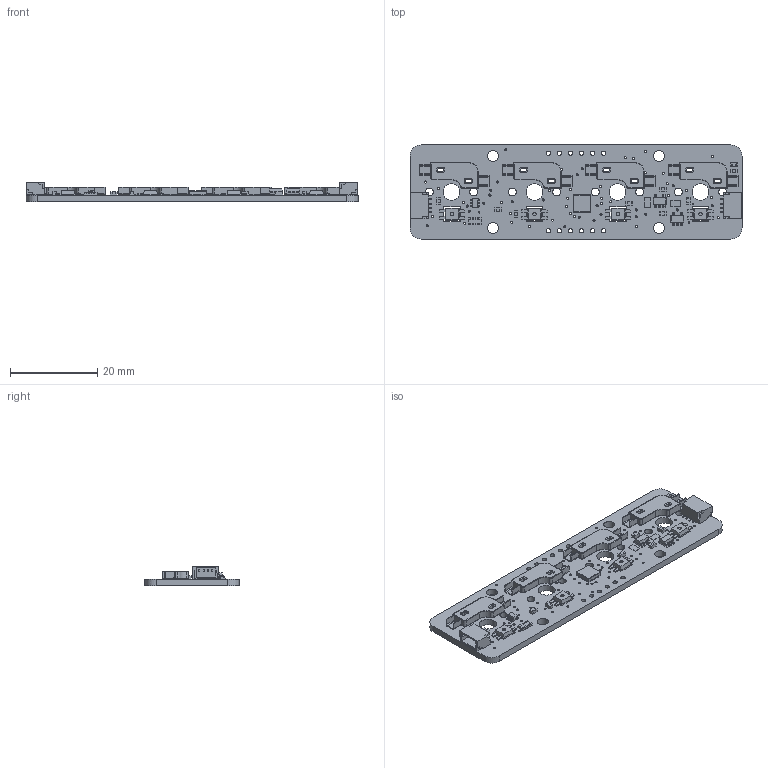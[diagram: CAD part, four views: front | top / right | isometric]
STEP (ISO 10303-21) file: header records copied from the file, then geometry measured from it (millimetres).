
FILE_DESCRIPTION(/* description */ (''),/* implementation_level */ '2;1');
FILE_NAME(/* name */ 'NeoKey 1x4 QT rev C v2.step',/* time_stamp */ '2021-06-23T08:54:08-04:00',/* author */ (''),/* organization */ (''),/* preprocessor_version */ 'ST-DEVELOPER v18.1',/* originating_system */ 'Autodesk Translation Framework v10.9.0.1377',/* authorisation */ '');
FILE_SCHEMA (('AUTOMOTIVE_DESIGN { 1 0 10303 214 3 1 1 }'));
Length unit declared in the file: millimetre
Products named in the file (14): NeoKey 1x4 QT rev C; PCB Component; Board; KAILH_SOCKET; WS2812B_SK6812E; 10K; 10uF; AP2112K-3.3; 10K_1; BSS138; STEMMA_I2C_QT; GREEN; ATSAMD09D14A-MU; 74AHCT1G125DBV
Assembly tree (28 placements, depth 3):
  NeoKey 1x4 QT rev C
    PCB Component
      Board
      KAILH_SOCKET  x4
      WS2812B_SK6812E  x4
      10K  x8
      10uF  x2
      AP2112K-3.3
      10K_1
      BSS138
      STEMMA_I2C_QT  x2
      GREEN
      ATSAMD09D14A-MU
      74AHCT1G125DBV
Bounding box: 76.2 x 21.59 x 4.53 mm (x, y, z)
Volume: 2839.6 mm3; surface area: 5540.3 mm2
Topology: 67 solids, 67 shells, 1667 faces, 4201 edges, 2694 vertices
Faces by surface type: plane 1219, cylinder 340, cone 72, torus 32, bspline 4
Full cylindrical faces by diameter (mm): 0.394 x3, 0.483 x69, 0.8 x4, 1 x12, 1.814 x8, 2.4 x4, 2.5 x4, 2.9 x4, 3 x4, 3.064 x8, 3.9 x4
Entity records: 32915 total; most frequent: CARTESIAN_POINT 5539, ORIENTED_EDGE 5352, DIRECTION 5296, EDGE_CURVE 2676, LINE 2168, VECTOR 2168, VERTEX_POINT 1735, AXIS2_PLACEMENT_3D 1564
